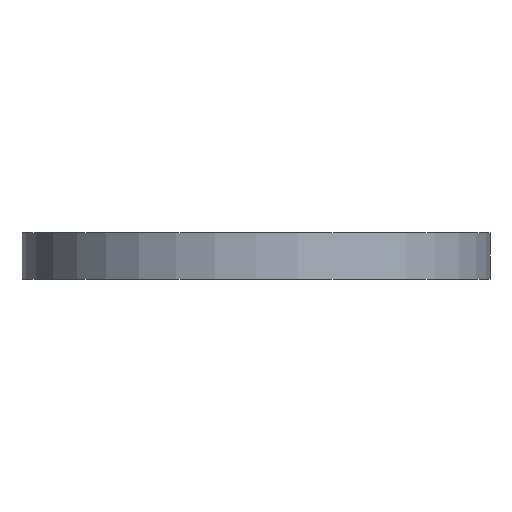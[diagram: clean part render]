
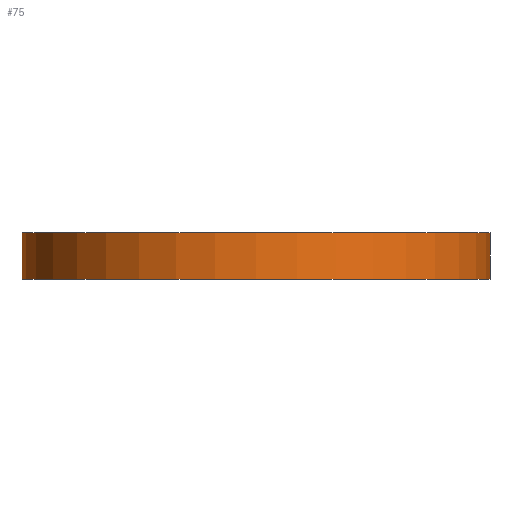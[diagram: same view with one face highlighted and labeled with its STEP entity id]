
A CAD part, front view. The second image highlights one B-rep face of the part: STEP entity #75.
In plain terms, the highlighted cylindrical face has radius 250 mm (diameter 500 mm), a full revolution.
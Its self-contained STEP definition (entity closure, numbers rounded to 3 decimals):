
#75 = ADVANCED_FACE( '', ( #164, #165 ), #166, .T. );
#164 = FACE_OUTER_BOUND( '', #580, .T. );
#165 = FACE_OUTER_BOUND( '', #581, .T. );
#166 = CYLINDRICAL_SURFACE( '', #582, 250. );
#580 = EDGE_LOOP( '', ( #996 ) );
#581 = EDGE_LOOP( '', ( #997 ) );
#582 = AXIS2_PLACEMENT_3D( '', #998, #999, #1000 );
#996 = ORIENTED_EDGE( '', *, *, #1588, .T. );
#997 = ORIENTED_EDGE( '', *, *, #1589, .F. );
#998 = CARTESIAN_POINT( '', ( 0., 0., 50. ) );
#999 = DIRECTION( '', ( 0., 0., 1. ) );
#1000 = DIRECTION( '', ( -1., 0., 0. ) );
#1588 = EDGE_CURVE( '', #1752, #1752, #1753, .T. );
#1589 = EDGE_CURVE( '', #1754, #1754, #1755, .T. );
#1752 = VERTEX_POINT( '', #2080 );
#1753 = CIRCLE( '', #2081, 250. );
#1754 = VERTEX_POINT( '', #2082 );
#1755 = CIRCLE( '', #2083, 250. );
#2080 = CARTESIAN_POINT( '', ( 250., 0., 50. ) );
#2081 = AXIS2_PLACEMENT_3D( '', #2408, #2409, #2410 );
#2082 = CARTESIAN_POINT( '', ( 250., 0., 0. ) );
#2083 = AXIS2_PLACEMENT_3D( '', #2411, #2412, #2413 );
#2408 = CARTESIAN_POINT( '', ( 0., 0., 50. ) );
#2409 = DIRECTION( '', ( 0., 0., -1. ) );
#2410 = DIRECTION( '', ( 1., 0., 0. ) );
#2411 = CARTESIAN_POINT( '', ( 0., 0., 0. ) );
#2412 = DIRECTION( '', ( 0., 0., -1. ) );
#2413 = DIRECTION( '', ( 1., 0., 0. ) );
